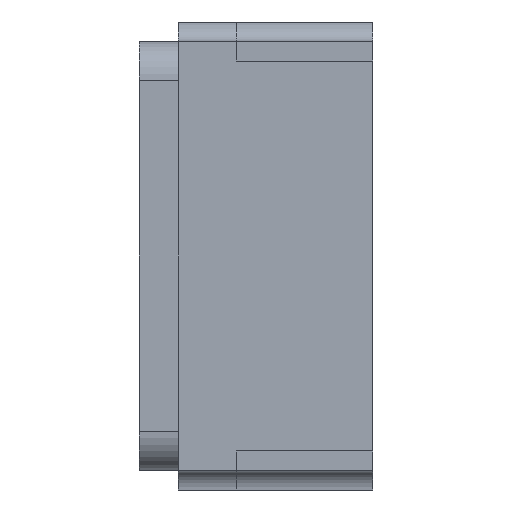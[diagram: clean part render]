
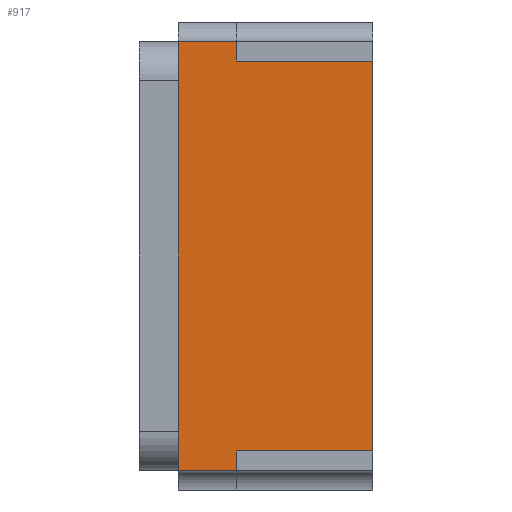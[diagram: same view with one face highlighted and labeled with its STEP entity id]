
A CAD part, left-side view. The second image highlights one B-rep face of the part: STEP entity #917.
In plain terms, the highlighted planar face has unit normal (-1, 0, 0).
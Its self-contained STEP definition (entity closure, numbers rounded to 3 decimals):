
#2 = ORIENTED_EDGE ( 'NONE', *, *, #2349, .F. ) ;
#4 = EDGE_CURVE ( 'NONE', #977, #410, #951, .T. ) ;
#45 = LINE ( 'NONE', #637, #2140 ) ;
#49 = CARTESIAN_POINT ( 'NONE',  ( -1., 0.5, -0.55 ) ) ;
#86 = ORIENTED_EDGE ( 'NONE', *, *, #671, .T. ) ;
#202 = DIRECTION ( 'NONE',  ( 0., -1., 0. ) ) ;
#245 = DIRECTION ( 'NONE',  ( 0., 0., 1. ) ) ;
#249 = ORIENTED_EDGE ( 'NONE', *, *, #4, .T. ) ;
#285 = VERTEX_POINT ( 'NONE', #667 ) ;
#336 = LINE ( 'NONE', #1525, #1538 ) ;
#362 = VERTEX_POINT ( 'NONE', #1708 ) ;
#375 = LINE ( 'NONE', #1706, #553 ) ;
#408 = DIRECTION ( 'NONE',  ( -1., 0., 0. ) ) ;
#410 = VERTEX_POINT ( 'NONE', #805 ) ;
#411 = LINE ( 'NONE', #1957, #1669 ) ;
#456 = PLANE ( 'NONE',  #1149 ) ;
#461 = LINE ( 'NONE', #1770, #2105 ) ;
#511 = CARTESIAN_POINT ( 'NONE',  ( -1., 0.35, -0.55 ) ) ;
#553 = VECTOR ( 'NONE', #765, 1000. ) ;
#579 = CARTESIAN_POINT ( 'NONE',  ( -1., 0.35, 0.5 ) ) ;
#631 = VECTOR ( 'NONE', #245, 1000. ) ;
#637 = CARTESIAN_POINT ( 'NONE',  ( -1., 0.35, 0.5 ) ) ;
#638 = VERTEX_POINT ( 'NONE', #511 ) ;
#667 = CARTESIAN_POINT ( 'NONE',  ( -1., 0.35, -0.5 ) ) ;
#671 = EDGE_CURVE ( 'NONE', #285, #977, #336, .T. ) ;
#765 = DIRECTION ( 'NONE',  ( 0., 0., 1. ) ) ;
#803 = EDGE_CURVE ( 'NONE', #1734, #410, #45, .T. ) ;
#805 = CARTESIAN_POINT ( 'NONE',  ( -1., 0., 0.5 ) ) ;
#917 = ADVANCED_FACE ( 'NONE', ( #1569 ), #456, .T. ) ;
#918 = CARTESIAN_POINT ( 'NONE',  ( -1., 0.35, -0.5 ) ) ;
#936 = VECTOR ( 'NONE', #2238, 1000. ) ;
#951 = LINE ( 'NONE', #1951, #631 ) ;
#957 = LINE ( 'NONE', #49, #1334 ) ;
#966 = ORIENTED_EDGE ( 'NONE', *, *, #971, .F. ) ;
#971 = EDGE_CURVE ( 'NONE', #1129, #362, #375, .T. ) ;
#977 = VERTEX_POINT ( 'NONE', #1508 ) ;
#1045 = VERTEX_POINT ( 'NONE', #1353 ) ;
#1064 = ORIENTED_EDGE ( 'NONE', *, *, #1838, .T. ) ;
#1129 = VERTEX_POINT ( 'NONE', #2339 ) ;
#1130 = EDGE_CURVE ( 'NONE', #1045, #362, #461, .T. ) ;
#1149 = AXIS2_PLACEMENT_3D ( 'NONE', #2110, #408, #1160 ) ;
#1160 = DIRECTION ( 'NONE',  ( 0., 0., 1. ) ) ;
#1187 = DIRECTION ( 'NONE',  ( 0., 0., -1. ) ) ;
#1193 = DIRECTION ( 'NONE',  ( 0., -1., 0. ) ) ;
#1334 = VECTOR ( 'NONE', #1573, 1000. ) ;
#1353 = CARTESIAN_POINT ( 'NONE',  ( -1., 0.35, 0.55 ) ) ;
#1431 = EDGE_CURVE ( 'NONE', #285, #638, #1878, .T. ) ;
#1508 = CARTESIAN_POINT ( 'NONE',  ( -1., 0., -0.5 ) ) ;
#1525 = CARTESIAN_POINT ( 'NONE',  ( -1., 0.35, -0.5 ) ) ;
#1538 = VECTOR ( 'NONE', #202, 1000. ) ;
#1569 = FACE_OUTER_BOUND ( 'NONE', #1870, .T. ) ;
#1573 = DIRECTION ( 'NONE',  ( 0., -1., 0. ) ) ;
#1629 = ORIENTED_EDGE ( 'NONE', *, *, #1431, .F. ) ;
#1669 = VECTOR ( 'NONE', #1187, 1000. ) ;
#1706 = CARTESIAN_POINT ( 'NONE',  ( -1., 0.5, 0. ) ) ;
#1708 = CARTESIAN_POINT ( 'NONE',  ( -1., 0.5, 0.55 ) ) ;
#1734 = VERTEX_POINT ( 'NONE', #579 ) ;
#1770 = CARTESIAN_POINT ( 'NONE',  ( -1., 0.5, 0.55 ) ) ;
#1838 = EDGE_CURVE ( 'NONE', #1129, #638, #957, .T. ) ;
#1870 = EDGE_LOOP ( 'NONE', ( #86, #249, #1939, #2, #1940, #966, #1064, #1629 ) ) ;
#1878 = LINE ( 'NONE', #918, #936 ) ;
#1939 = ORIENTED_EDGE ( 'NONE', *, *, #803, .F. ) ;
#1940 = ORIENTED_EDGE ( 'NONE', *, *, #1130, .T. ) ;
#1951 = CARTESIAN_POINT ( 'NONE',  ( -1., 0., 0. ) ) ;
#1957 = CARTESIAN_POINT ( 'NONE',  ( -1., 0.35, 0.55 ) ) ;
#2105 = VECTOR ( 'NONE', #2174, 1000. ) ;
#2110 = CARTESIAN_POINT ( 'NONE',  ( -1., 0.5, 0. ) ) ;
#2140 = VECTOR ( 'NONE', #1193, 1000. ) ;
#2174 = DIRECTION ( 'NONE',  ( 0., 1., 0. ) ) ;
#2238 = DIRECTION ( 'NONE',  ( 0., 0., -1. ) ) ;
#2339 = CARTESIAN_POINT ( 'NONE',  ( -1., 0.5, -0.55 ) ) ;
#2349 = EDGE_CURVE ( 'NONE', #1045, #1734, #411, .T. ) ;
